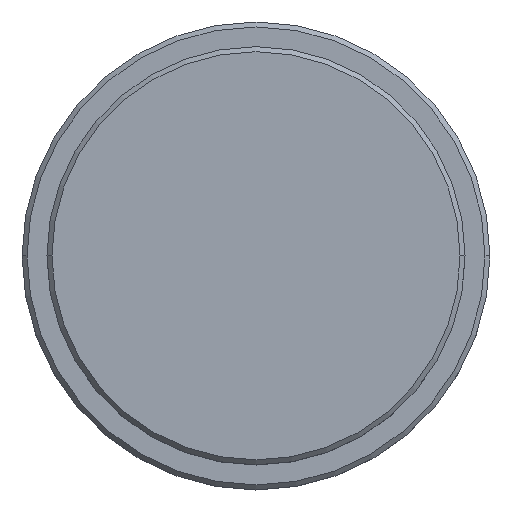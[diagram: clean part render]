
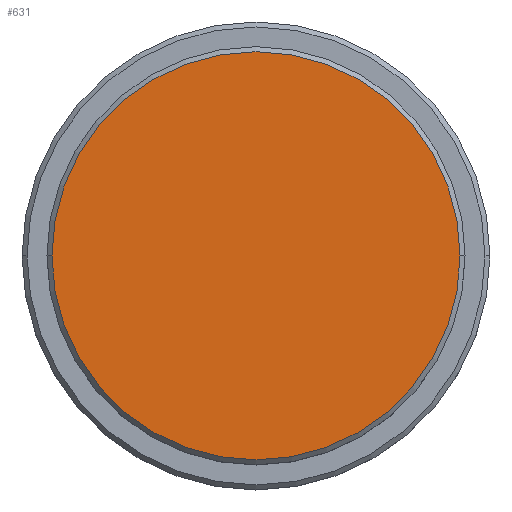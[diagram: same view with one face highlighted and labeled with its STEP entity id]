
A CAD part, top view. The second image highlights one B-rep face of the part: STEP entity #631.
In plain terms, the highlighted planar face has unit normal (0, 0, 1).
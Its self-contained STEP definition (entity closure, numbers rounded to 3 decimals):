
#44 = CARTESIAN_POINT ( 'NONE',  ( -20.5, 0., 0. ) ) ;
#62 = AXIS2_PLACEMENT_3D ( 'NONE', #1105, #1333, #1226 ) ;
#93 = CARTESIAN_POINT ( 'NONE',  ( 0., 0., 0. ) ) ;
#157 = AXIS2_PLACEMENT_3D ( 'NONE', #93, #524, #287 ) ;
#164 = EDGE_LOOP ( 'NONE', ( #920, #1212 ) ) ;
#205 = FACE_OUTER_BOUND ( 'NONE', #164, .T. ) ;
#218 = EDGE_CURVE ( 'NONE', #1164, #490, #515, .T. ) ;
#287 = DIRECTION ( 'NONE',  ( 1., 0., 0. ) ) ;
#342 = EDGE_CURVE ( 'NONE', #490, #1164, #1344, .T. ) ;
#443 = DIRECTION ( 'NONE',  ( 1., 0., 0. ) ) ;
#490 = VERTEX_POINT ( 'NONE', #44 ) ;
#515 = CIRCLE ( 'NONE', #62, 20.5 ) ;
#524 = DIRECTION ( 'NONE',  ( 0., 0., 1. ) ) ;
#622 = CARTESIAN_POINT ( 'NONE',  ( 20.5, 0., 0. ) ) ;
#631 = ADVANCED_FACE ( 'NONE', ( #205 ), #641, .T. ) ;
#641 = PLANE ( 'NONE',  #157 ) ;
#920 = ORIENTED_EDGE ( 'NONE', *, *, #342, .T. ) ;
#987 = CARTESIAN_POINT ( 'NONE',  ( 0., 0., 0. ) ) ;
#1105 = CARTESIAN_POINT ( 'NONE',  ( 0., 0., 0. ) ) ;
#1164 = VERTEX_POINT ( 'NONE', #622 ) ;
#1212 = ORIENTED_EDGE ( 'NONE', *, *, #218, .T. ) ;
#1226 = DIRECTION ( 'NONE',  ( 1., 0., 0. ) ) ;
#1304 = AXIS2_PLACEMENT_3D ( 'NONE', #987, #1415, #443 ) ;
#1333 = DIRECTION ( 'NONE',  ( 0., 0., 1. ) ) ;
#1344 = CIRCLE ( 'NONE', #1304, 20.5 ) ;
#1415 = DIRECTION ( 'NONE',  ( 0., 0., 1. ) ) ;
